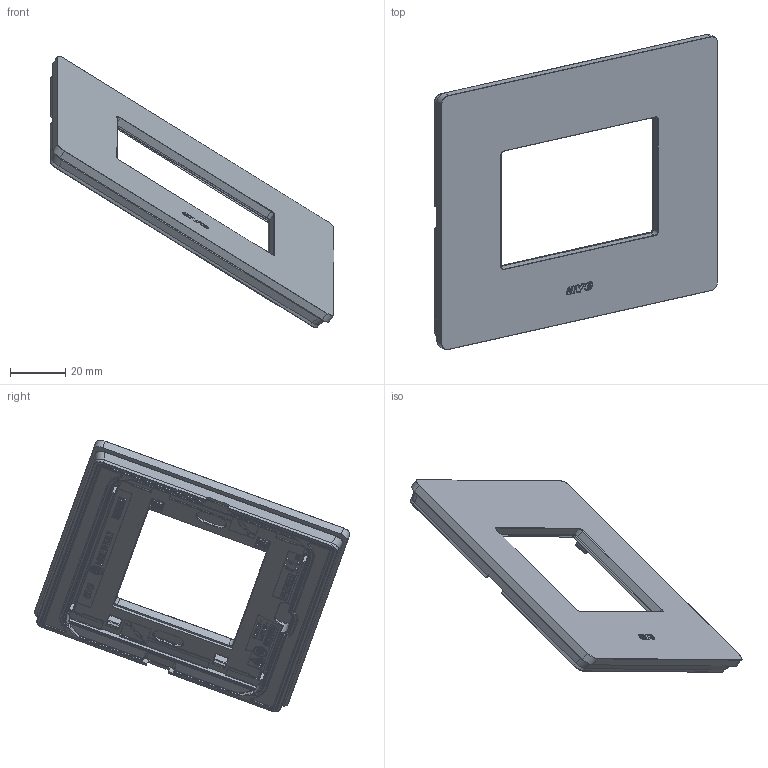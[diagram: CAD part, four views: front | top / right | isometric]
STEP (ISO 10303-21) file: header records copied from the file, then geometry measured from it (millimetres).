
FILE_DESCRIPTION(('CATIA V5 STEP Exchange'),'2;1');
FILE_NAME('44PAQ3@.stp','2025-05-12T08:55:09+00:00',('none'),('none'),'CATIA Version 5-6 Release 2016 SP6','CATIA V5 STEP AP203','none');
FILE_SCHEMA(('CONFIG_CONTROL_DESIGN'));
Products named in the file (1): 44PAQ3@
Assembly tree (3 placements, depth 2):
  44PAQ3@
    #57
    #8066
    #142354
Bounding box: 102.8 x 114.46 x 98.41 mm (x, y, z)
Volume: 46100.6 mm3; surface area: 59761.4 mm2
Topology: 4 solids, 4 shells, 4285 faces, 11280 edges, 7075 vertices
Faces by surface type: plane 2493, cylinder 941, bspline 379, torus 174, cone 126, extrusion 64, revolution 60, sphere 48
Entity records: 143302 total; most frequent: CARTESIAN_POINT 48146, ORIENTED_EDGE 22280, DIRECTION 14747, EDGE_CURVE 11140, VECTOR 7516, LINE 7452, VERTEX_POINT 7075, EDGE_LOOP 4513
